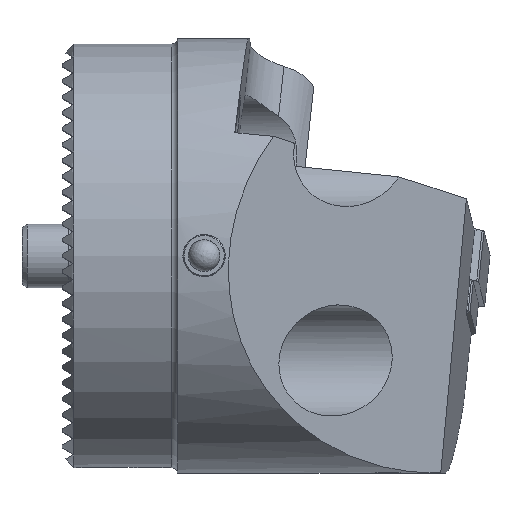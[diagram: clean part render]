
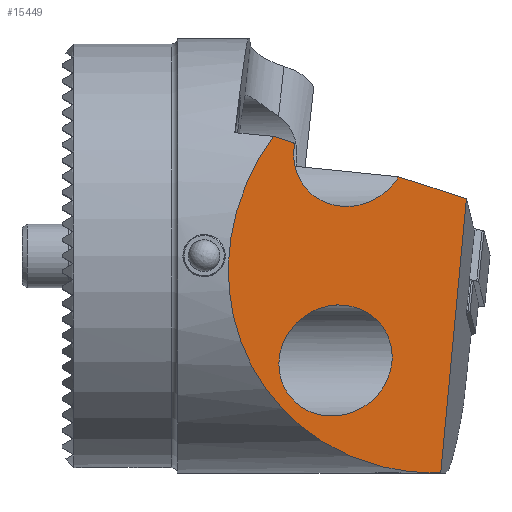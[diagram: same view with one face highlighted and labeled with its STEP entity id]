
A CAD part, top view. The second image highlights one B-rep face of the part: STEP entity #15449.
In plain terms, the highlighted planar face has unit normal (0.701, -0.049, 0.712).
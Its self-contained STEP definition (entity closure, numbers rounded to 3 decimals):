
#370 = EDGE_CURVE ( 'NONE', #14802, #6862, #8089, .T. ) ;
#486 = DIRECTION ( 'NONE',  ( 0.687, -0.221, -0.692 ) ) ;
#553 =( BOUNDED_CURVE ( )  B_SPLINE_CURVE ( 3, ( #11003, #13578, #5965, #16148, #3504, #4777, #13904 ),
 .UNSPECIFIED., .T., .F. ) 
 B_SPLINE_CURVE_WITH_KNOTS ( ( 4, 3, 4 ),
 ( 0., 3.142, 6.283 ),
 .UNSPECIFIED. ) 
 CURVE ( )  GEOMETRIC_REPRESENTATION_ITEM ( )  RATIONAL_B_SPLINE_CURVE ( ( 1., 0.333, 0.333, 1., 0.333, 0.333, 1. ) ) 
 REPRESENTATION_ITEM ( '' )  );
#584 = CARTESIAN_POINT ( 'NONE',  ( 31.368, 7.473, 5.244 ) ) ;
#1511 = VECTOR ( 'NONE', #4854, 1000. ) ;
#1688 = ORIENTED_EDGE ( 'NONE', *, *, #11819, .F. ) ;
#1944 = LINE ( 'NONE', #5733, #7285 ) ;
#2176 = ORIENTED_EDGE ( 'NONE', *, *, #7696, .F. ) ;
#3028 = EDGE_LOOP ( 'NONE', ( #1688 ) ) ;
#3041 =( BOUNDED_CURVE ( )  B_SPLINE_CURVE ( 3, ( #10895, #9946, #6350, #15149 ),
 .UNSPECIFIED., .F., .F. ) 
 B_SPLINE_CURVE_WITH_KNOTS ( ( 4, 4 ),
 ( 2.935, 5.734 ),
 .UNSPECIFIED. ) 
 CURVE ( )  GEOMETRIC_REPRESENTATION_ITEM ( )  RATIONAL_B_SPLINE_CURVE ( ( 1., 0.447, 0.447, 1. ) ) 
 REPRESENTATION_ITEM ( '' )  );
#3302 = ORIENTED_EDGE ( 'NONE', *, *, #370, .F. ) ;
#3340 = CARTESIAN_POINT ( 'NONE',  ( 15.915, -20.5, 18.516 ) ) ;
#3504 = CARTESIAN_POINT ( 'NONE',  ( 20.069, -20.737, 14.412 ) ) ;
#3512 =( BOUNDED_CURVE ( )  B_SPLINE_CURVE ( 3, ( #13358, #14688, #3340, #4647 ),
 .UNSPECIFIED., .F., .F. ) 
 B_SPLINE_CURVE_WITH_KNOTS ( ( 4, 4 ),
 ( 2.491, 4.643 ),
 .UNSPECIFIED. ) 
 CURVE ( )  GEOMETRIC_REPRESENTATION_ITEM ( )  RATIONAL_B_SPLINE_CURVE ( ( 1., 0.65, 0.65, 1. ) ) 
 REPRESENTATION_ITEM ( '' )  );
#3696 = CARTESIAN_POINT ( 'NONE',  ( 35.613, 6.109, 0.972 ) ) ;
#4555 = CARTESIAN_POINT ( 'NONE',  ( 35.355, -20.5, -0.616 ) ) ;
#4647 = CARTESIAN_POINT ( 'NONE',  ( 34.73, -20.5, 0. ) ) ;
#4777 = CARTESIAN_POINT ( 'NONE',  ( 30.763, -20.012, 3.937 ) ) ;
#4806 = EDGE_CURVE ( 'NONE', #14802, #8085, #3512, .T. ) ;
#4854 = DIRECTION ( 'NONE',  ( 0.687, -0.221, -0.692 ) ) ;
#4948 = CARTESIAN_POINT ( 'NONE',  ( 34.73, -20.5, 0. ) ) ;
#5505 = VERTEX_POINT ( 'NONE', #8239 ) ;
#5528 = VECTOR ( 'NONE', #486, 1000. ) ;
#5733 = CARTESIAN_POINT ( 'NONE',  ( 19.567, -20.5, 14.923 ) ) ;
#5760 = EDGE_CURVE ( 'NONE', #5505, #9979, #9805, .T. ) ;
#5865 = VECTOR ( 'NONE', #10159, 1000. ) ;
#5965 = CARTESIAN_POINT ( 'NONE',  ( 20.069, 0.213, 15.862 ) ) ;
#6071 = FACE_BOUND ( 'NONE', #3028, .T. ) ;
#6109 = VERTEX_POINT ( 'NONE', #7278 ) ;
#6190 = ORIENTED_EDGE ( 'NONE', *, *, #4806, .T. ) ;
#6350 = CARTESIAN_POINT ( 'NONE',  ( 27.263, 0.632, 8.81 ) ) ;
#6578 = ORIENTED_EDGE ( 'NONE', *, *, #5760, .F. ) ;
#6862 = VERTEX_POINT ( 'NONE', #15053 ) ;
#7278 = CARTESIAN_POINT ( 'NONE',  ( 30.763, -9.537, 4.662 ) ) ;
#7285 = VECTOR ( 'NONE', #10707, 1000. ) ;
#7696 = EDGE_CURVE ( 'NONE', #6862, #13335, #3041, .T. ) ;
#8085 = VERTEX_POINT ( 'NONE', #4948 ) ;
#8089 = LINE ( 'NONE', #8126, #5528 ) ;
#8126 = CARTESIAN_POINT ( 'NONE',  ( 35.613, 6.109, 0.972 ) ) ;
#8214 = EDGE_CURVE ( 'NONE', #13335, #5505, #8822, .T. ) ;
#8239 = CARTESIAN_POINT ( 'NONE',  ( 37.779, 5.413, -1.208 ) ) ;
#8647 = PLANE ( 'NONE',  #12705 ) ;
#8816 = CARTESIAN_POINT ( 'NONE',  ( 50.529, 1.628, -14.018 ) ) ;
#8822 = LINE ( 'NONE', #3696, #1511 ) ;
#9805 = LINE ( 'NONE', #11445, #5865 ) ;
#9946 = CARTESIAN_POINT ( 'NONE',  ( 19.961, 2.979, 16.159 ) ) ;
#9979 = VERTEX_POINT ( 'NONE', #4555 ) ;
#10089 = DIRECTION ( 'NONE',  ( -0.713, 0., 0.701 ) ) ;
#10159 = DIRECTION ( 'NONE',  ( -0.093, -0.995, 0.023 ) ) ;
#10321 = EDGE_CURVE ( 'NONE', #8085, #9979, #1944, .T. ) ;
#10707 = DIRECTION ( 'NONE',  ( 0.713, 0., -0.701 ) ) ;
#10895 = CARTESIAN_POINT ( 'NONE',  ( 21.574, 10.62, 15.1 ) ) ;
#11003 = CARTESIAN_POINT ( 'NONE',  ( 30.763, -9.537, 4.662 ) ) ;
#11249 = DIRECTION ( 'NONE',  ( -0.701, 0.049, -0.712 ) ) ;
#11445 = CARTESIAN_POINT ( 'NONE',  ( 33.468, -40.675, -0.154 ) ) ;
#11819 = EDGE_CURVE ( 'NONE', #6109, #6109, #553, .T. ) ;
#12273 = FACE_OUTER_BOUND ( 'NONE', #14035, .T. ) ;
#12705 = AXIS2_PLACEMENT_3D ( 'NONE', #8816, #11249, #10089 ) ;
#13335 = VERTEX_POINT ( 'NONE', #584 ) ;
#13358 = CARTESIAN_POINT ( 'NONE',  ( 19.561, 11.267, 17.126 ) ) ;
#13578 = CARTESIAN_POINT ( 'NONE',  ( 30.763, 0.938, 5.387 ) ) ;
#13904 = CARTESIAN_POINT ( 'NONE',  ( 30.763, -9.537, 4.662 ) ) ;
#14035 = EDGE_LOOP ( 'NONE', ( #6190, #15466, #6578, #15762, #2176, #3302 ) ) ;
#14688 = CARTESIAN_POINT ( 'NONE',  ( 8.133, -4.202, 27.303 ) ) ;
#14802 = VERTEX_POINT ( 'NONE', #16018 ) ;
#15053 = CARTESIAN_POINT ( 'NONE',  ( 21.574, 10.62, 15.1 ) ) ;
#15149 = CARTESIAN_POINT ( 'NONE',  ( 31.368, 7.473, 5.244 ) ) ;
#15449 = ADVANCED_FACE ( 'NONE', ( #6071, #12273 ), #8647, .F. ) ;
#15466 = ORIENTED_EDGE ( 'NONE', *, *, #10321, .T. ) ;
#15762 = ORIENTED_EDGE ( 'NONE', *, *, #8214, .F. ) ;
#16018 = CARTESIAN_POINT ( 'NONE',  ( 19.561, 11.267, 17.126 ) ) ;
#16148 = CARTESIAN_POINT ( 'NONE',  ( 20.069, -10.262, 15.137 ) ) ;
